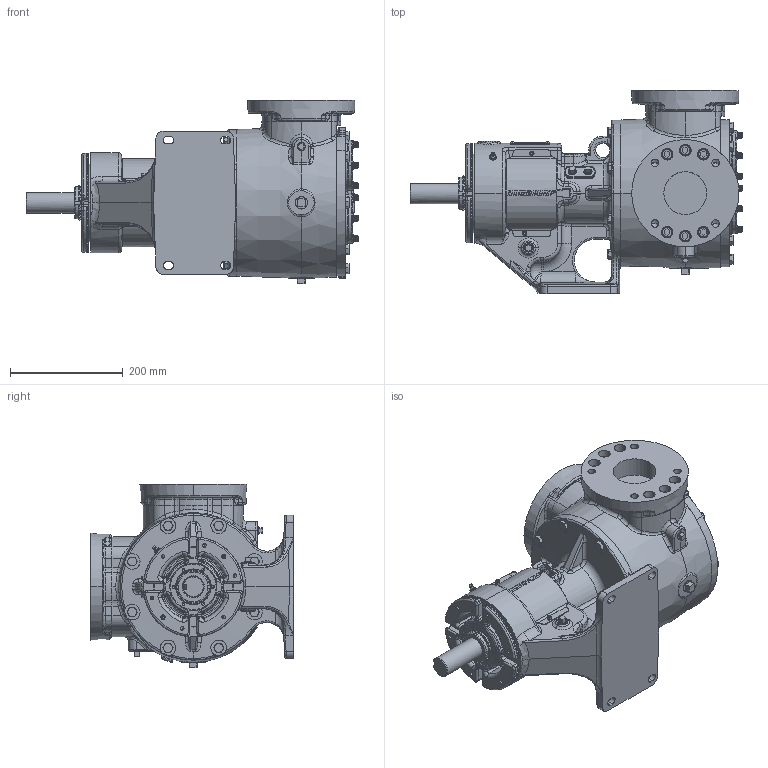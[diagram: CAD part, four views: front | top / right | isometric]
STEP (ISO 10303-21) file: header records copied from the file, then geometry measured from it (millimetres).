
FILE_DESCRIPTION (( 'STEP AP214' ), '1' );
FILE_NAME ('LV-4816.step', '2025-12-05T05:22:26', ( '' ), ( '' ), 'SwSTEP 2.0', 'SolidWorks 2024', '' );
FILE_SCHEMA (( 'AUTOMOTIVE_DESIGN' ));
Products named in the file (1): LV-4816
Bounding box: 589.57 x 360.36 x 326.71 mm (x, y, z)
Volume: 18110996.7 mm3; surface area: 916101 mm2
Topology: 1 solids, 1 shells, 5555 faces, 14020 edges, 8631 vertices
Faces by surface type: bspline 1740, plane 1731, cylinder 1098, cone 715, torus 201, sphere 70
Entity records: 263606 total; most frequent: CARTESIAN_POINT 145343, ORIENTED_EDGE 27782, DIRECTION 19904, EDGE_CURVE 13891, VERTEX_POINT 8628, AXIS2_PLACEMENT_3D 7486, EDGE_LOOP 5867, ADVANCED_FACE 5555
